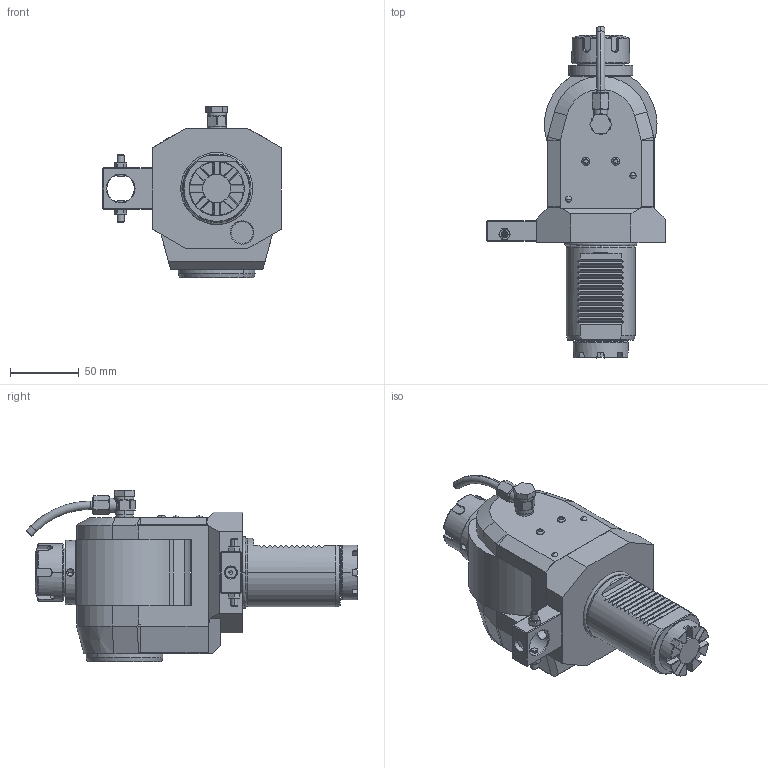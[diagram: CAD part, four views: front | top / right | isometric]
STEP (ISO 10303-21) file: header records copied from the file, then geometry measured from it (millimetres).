
FILE_DESCRIPTION((''),'2;1');
FILE_NAME('NGT1_50_541_25_2_2','2021-02-17T',('vali'),('NOVA GRUP'),'PRO/ENGINEER BY PARAMETRIC TECHNOLOGY CORPORATION, 2010280','PRO/ENGINEER BY PARAMETRIC TECHNOLOGY CORPORATION, 2010280','');
FILE_SCHEMA(('CONFIG_CONTROL_DESIGN'));
Length unit declared in the file: millimetre
Products named in the file (1): NGT1_50_541_25_2_2
Bounding box: 130 x 241.67 x 124.9 mm (x, y, z)
Volume: 1038604.1 mm3; surface area: 93179.1 mm2
Topology: 1 solids, 2 shells, 684 faces, 1753 edges, 1083 vertices
Faces by surface type: plane 310, cylinder 140, cone 97, bspline 94, torus 39, sphere 4
Entity records: 29428 total; most frequent: CARTESIAN_POINT 14034, ORIENTED_EDGE 3458, DIRECTION 2766, EDGE_CURVE 1729, VERTEX_POINT 1083, AXIS2_PLACEMENT_3D 987, VECTOR 792, LINE 792
